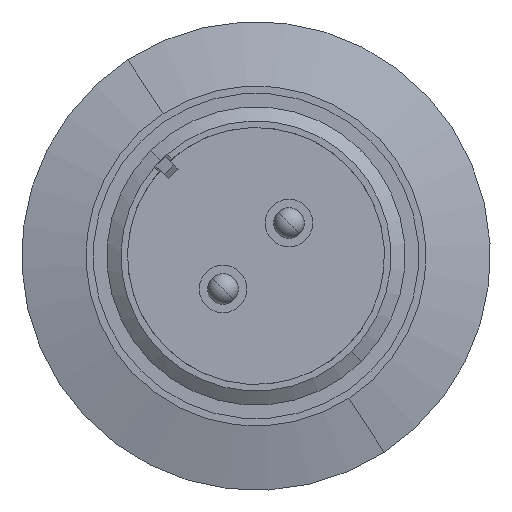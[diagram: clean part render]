
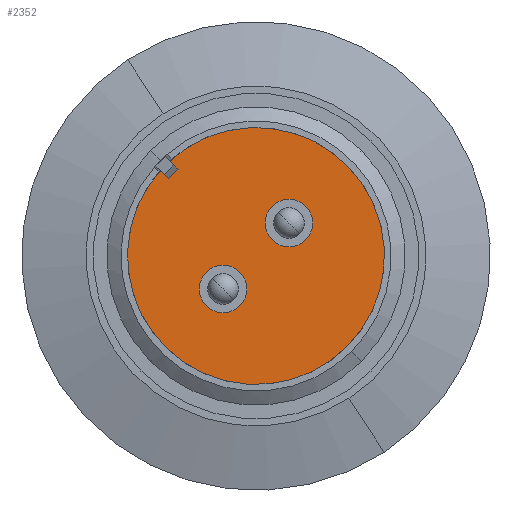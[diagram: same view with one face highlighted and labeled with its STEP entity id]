
A CAD part, front view. The second image highlights one B-rep face of the part: STEP entity #2352.
In plain terms, the highlighted planar face has unit normal (0, -1, 0).
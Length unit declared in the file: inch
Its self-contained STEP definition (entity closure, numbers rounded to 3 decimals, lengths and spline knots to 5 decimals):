
#511 = EDGE_LOOP ( 'NONE', ( #3681, #3680 ) ) ;
#512 = EDGE_LOOP ( 'NONE', ( #3679, #3678 ) ) ;
#515 = EDGE_LOOP ( 'NONE', ( #3677, #3676 ) ) ;
#581 = CIRCLE ( 'NONE', #4707, 0.615 ) ;
#1024 = CARTESIAN_POINT ( 'NONE',  ( 0.0746, 0.1891, 0.22946 ) ) ;
#1030 = CARTESIAN_POINT ( 'NONE',  ( 0.22946, 0.1891, 0.0746 ) ) ;
#1033 = CARTESIAN_POINT ( 'NONE',  ( -0.0746, 0.1891, -0.0746 ) ) ;
#1034 = CARTESIAN_POINT ( 'NONE',  ( -0.22946, 0.1891, -0.22946 ) ) ;
#1044 = CARTESIAN_POINT ( 'NONE',  ( 0.43487, 0.1891, -0.43487 ) ) ;
#1047 = CARTESIAN_POINT ( 'NONE',  ( -0.43487, 0.1891, 0.43487 ) ) ;
#1128 = EDGE_CURVE ( 'NONE', #2951, #2952, #4010, .T. ) ;
#1129 = EDGE_CURVE ( 'NONE', #2955, #2956, #4006, .T. ) ;
#1133 = EDGE_CURVE ( 'NONE', #2956, #2955, #4016, .T. ) ;
#1142 = EDGE_CURVE ( 'NONE', #2966, #2969, #4032, .T. ) ;
#1168 = EDGE_CURVE ( 'NONE', #2952, #2951, #3058, .T. ) ;
#1255 = CARTESIAN_POINT ( 'NONE',  ( -0.15203, 0.1891, -0.15203 ) ) ;
#1256 = DIRECTION ( 'NONE',  ( 0., 1., 0. ) ) ;
#1257 = DIRECTION ( 'NONE',  ( 0.707, 0., 0.707 ) ) ;
#1273 = CARTESIAN_POINT ( 'NONE',  ( 0., 0.1891, 0. ) ) ;
#1274 = DIRECTION ( 'NONE',  ( 0., -1., 0. ) ) ;
#1275 = DIRECTION ( 'NONE',  ( 0.707, 0., -0.707 ) ) ;
#1398 = CARTESIAN_POINT ( 'NONE',  ( 0., 0.1891, 0. ) ) ;
#1399 = DIRECTION ( 'NONE',  ( 0., -1., 0. ) ) ;
#1400 = DIRECTION ( 'NONE',  ( 0.707, 0., -0.707 ) ) ;
#1494 = FACE_OUTER_BOUND ( 'NONE', #511, .T. ) ;
#1495 = FACE_BOUND ( 'NONE', #515, .T. ) ;
#1497 = FACE_BOUND ( 'NONE', #512, .T. ) ;
#1990 = CARTESIAN_POINT ( 'NONE',  ( 0.15203, 0.1891, 0.15203 ) ) ;
#1991 = DIRECTION ( 'NONE',  ( 0., 1., 0. ) ) ;
#1992 = DIRECTION ( 'NONE',  ( 0.707, 0., -0.707 ) ) ;
#1993 = CARTESIAN_POINT ( 'NONE',  ( -0.15203, 0.1891, -0.15203 ) ) ;
#1994 = DIRECTION ( 'NONE',  ( 0., 1., 0. ) ) ;
#1995 = DIRECTION ( 'NONE',  ( 0.707, 0., 0.707 ) ) ;
#2042 = CARTESIAN_POINT ( 'NONE',  ( 0.15203, 0.1891, 0.15203 ) ) ;
#2043 = DIRECTION ( 'NONE',  ( 0., 1., 0. ) ) ;
#2044 = DIRECTION ( 'NONE',  ( 0.707, 0., -0.707 ) ) ;
#2352 = ADVANCED_FACE ( 'NONE', ( #1494, #1497, #1495 ), #3348, .T. ) ;
#2951 = VERTEX_POINT ( 'NONE', #1030 ) ;
#2952 = VERTEX_POINT ( 'NONE', #1024 ) ;
#2955 = VERTEX_POINT ( 'NONE', #1033 ) ;
#2956 = VERTEX_POINT ( 'NONE', #1034 ) ;
#2966 = VERTEX_POINT ( 'NONE', #1044 ) ;
#2969 = VERTEX_POINT ( 'NONE', #1047 ) ;
#3058 = CIRCLE ( 'NONE', #4249, 0.1095 ) ;
#3340 = DIRECTION ( 'NONE',  ( 0., -1., 0. ) ) ;
#3346 = CARTESIAN_POINT ( 'NONE',  ( 0.41896, 0.1891, 0.41896 ) ) ;
#3348 = PLANE ( 'NONE',  #4178 ) ;
#3350 = DIRECTION ( 'NONE',  ( 0.707, 0., -0.707 ) ) ;
#3676 = ORIENTED_EDGE ( 'NONE', *, *, #1168, .T. ) ;
#3677 = ORIENTED_EDGE ( 'NONE', *, *, #1128, .T. ) ;
#3678 = ORIENTED_EDGE ( 'NONE', *, *, #1133, .T. ) ;
#3679 = ORIENTED_EDGE ( 'NONE', *, *, #1129, .T. ) ;
#3680 = ORIENTED_EDGE ( 'NONE', *, *, #4298, .T. ) ;
#3681 = ORIENTED_EDGE ( 'NONE', *, *, #1142, .T. ) ;
#4006 = CIRCLE ( 'NONE', #4269, 0.1095 ) ;
#4010 = CIRCLE ( 'NONE', #4270, 0.1095 ) ;
#4016 = CIRCLE ( 'NONE', #4266, 0.1095 ) ;
#4032 = CIRCLE ( 'NONE', #4264, 0.615 ) ;
#4178 = AXIS2_PLACEMENT_3D ( 'NONE', #3346, #3340, #3350 ) ;
#4249 = AXIS2_PLACEMENT_3D ( 'NONE', #2042, #2043, #2044 ) ;
#4264 = AXIS2_PLACEMENT_3D ( 'NONE', #1273, #1274, #1275 ) ;
#4266 = AXIS2_PLACEMENT_3D ( 'NONE', #1255, #1256, #1257 ) ;
#4269 = AXIS2_PLACEMENT_3D ( 'NONE', #1993, #1994, #1995 ) ;
#4270 = AXIS2_PLACEMENT_3D ( 'NONE', #1990, #1991, #1992 ) ;
#4298 = EDGE_CURVE ( 'NONE', #2969, #2966, #581, .T. ) ;
#4707 = AXIS2_PLACEMENT_3D ( 'NONE', #1398, #1399, #1400 ) ;
